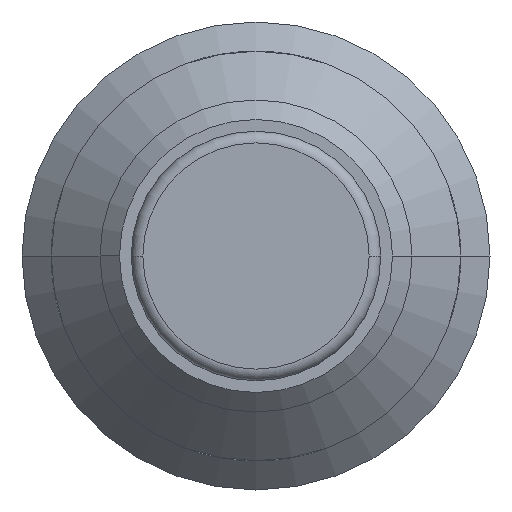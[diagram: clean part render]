
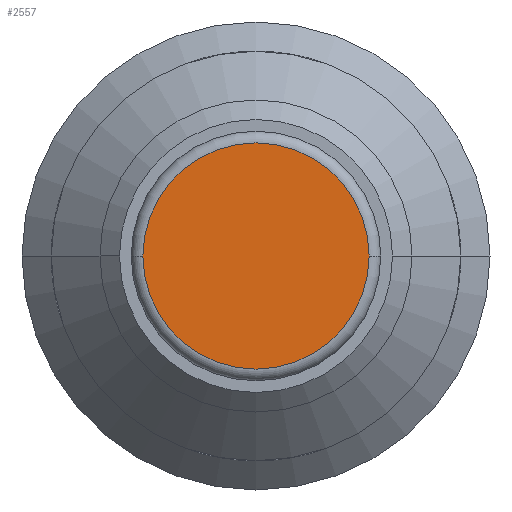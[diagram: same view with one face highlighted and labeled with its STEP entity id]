
A CAD part, front view. The second image highlights one B-rep face of the part: STEP entity #2557.
In plain terms, the highlighted planar face has unit normal (0, -1, 0).
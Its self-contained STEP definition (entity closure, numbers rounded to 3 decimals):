
#1237=CARTESIAN_POINT('',(0.,-42.,0.));
#1238=DIRECTION('',(0.,-1.,0.));
#1239=DIRECTION('',(-1.,0.,0.));
#1240=AXIS2_PLACEMENT_3D('',#1237,#1238,#1239);
#1245=CARTESIAN_POINT('',(0.,-42.,0.));
#1246=DIRECTION('',(0.,-1.,0.));
#1247=DIRECTION('',(1.,0.,0.));
#1248=AXIS2_PLACEMENT_3D('',#1245,#1246,#1247);
#1353=CARTESIAN_POINT('',(-2.9,-42.,0.));
#1354=CARTESIAN_POINT('',(2.9,-42.,0.));
#1355=VERTEX_POINT('',#1353);
#1356=VERTEX_POINT('',#1354);
#2547=CARTESIAN_POINT('',(0.,-42.,0.));
#2548=DIRECTION('',(0.,-1.,0.));
#2549=DIRECTION('',(1.,0.,0.));
#2550=AXIS2_PLACEMENT_3D('',#2547,#2548,#2549);
#2551=PLANE('',#2550);
#2553=ORIENTED_EDGE('',*,*,#2552,.F.);
#2554=ORIENTED_EDGE('',*,*,#2537,.F.);
#2555=EDGE_LOOP('',(#2553,#2554));
#2556=FACE_OUTER_BOUND('',#2555,.F.);
#2557=ADVANCED_FACE('',(#2556),#2551,.T.);
#1241=CIRCLE('',#1240,2.9);
#1249=CIRCLE('',#1248,2.9);
#2537=EDGE_CURVE('',#1356,#1355,#1249,.T.);
#2552=EDGE_CURVE('',#1355,#1356,#1241,.T.);
